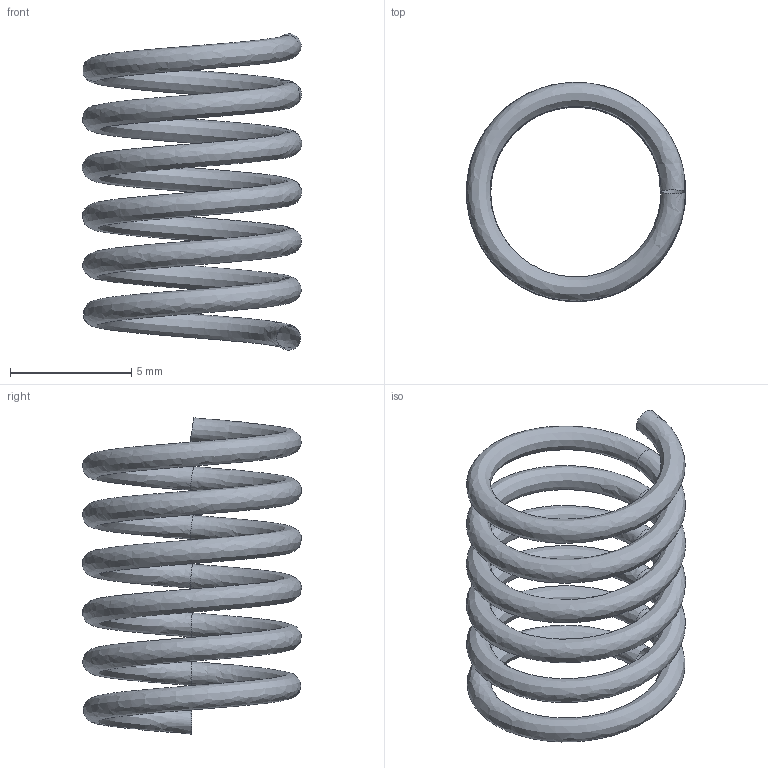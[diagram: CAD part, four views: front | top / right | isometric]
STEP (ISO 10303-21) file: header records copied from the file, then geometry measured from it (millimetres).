
FILE_DESCRIPTION(('FreeCAD Model'),'2;1');
FILE_NAME('Spring.step', '2017-04-07T12:45:50',('Author'),(''), 'Open CASCADE STEP processor 6.8','FreeCAD','Unknown');
FILE_SCHEMA(('AUTOMOTIVE_DESIGN_CC2 { 1 2 10303 214 -1 1 5 4 }'));
Length unit declared in the file: millimetre
Products named in the file (2): ASSEMBLY; Sweep
Assembly tree (1 placements, depth 2):
  ASSEMBLY
    Sweep
Bounding box: 9.06 x 9.05 x 13.06 mm (x, y, z)
Surface area: 477 mm2 (no closed solid volume)
Topology: 0 solids, 1 shells, 6 faces, 13 edges, 7 vertices
Faces by surface type: bspline 6
Entity records: 887 total; most frequent: CARTESIAN_POINT 669, ORIENTED_EDGE 24, PCURVE 24, DEFINITIONAL_REPRESENTATION 24, DIRECTION 17, EDGE_CURVE 13, LINE 13, VECTOR 13
